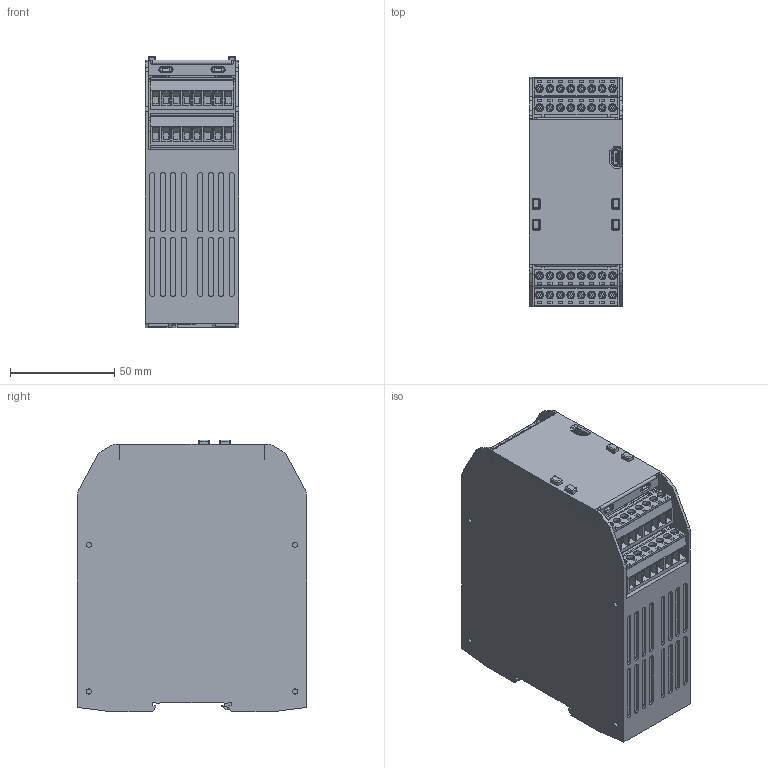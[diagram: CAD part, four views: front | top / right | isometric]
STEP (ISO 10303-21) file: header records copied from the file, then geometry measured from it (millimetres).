
FILE_DESCRIPTION((''),'2;1');
FILE_NAME('174021_SM01_ASM','2022-04-20T13:23:30',('PDMAdmin'),('BANNER ENGINEERING'),'CREO PARAMETRIC BY PTC INC, 2019292','CREO PARAMETRIC BY PTC INC, 2019292','');
FILE_SCHEMA(('CONFIG_CONTROL_DESIGN'));
Products named in the file (2): 174021_EP01; 174021_SM01_ASM
Assembly tree (1 placements, depth 2):
  174021_SM01_ASM
    174021_EP01
Bounding box: 45 x 110.1 x 130.42 mm (x, y, z)
Volume: 574169.6 mm3; surface area: 79430.3 mm2
Topology: 1 solids, 1 shells, 3386 faces, 9066 edges, 5852 vertices
Faces by surface type: plane 2554, cylinder 620, torus 120, cone 72, sphere 20
Entity records: 108861 total; most frequent: CARTESIAN_POINT 23485, ORIENTED_EDGE 18124, DIRECTION 17102, EDGE_CURVE 9062, VECTOR 6988, LINE 6988, VERTEX_POINT 5852, AXIS2_PLACEMENT_3D 5057
